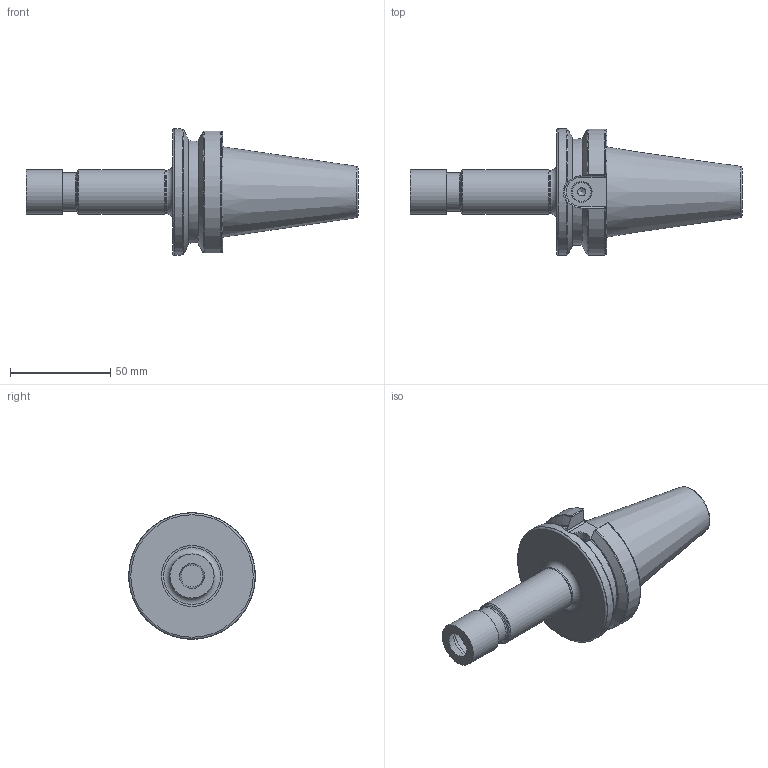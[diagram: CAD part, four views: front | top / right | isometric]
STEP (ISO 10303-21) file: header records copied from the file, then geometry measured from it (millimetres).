
FILE_DESCRIPTION(/* description */ (''),/* implementation_level */ '2;1');
FILE_NAME(/* name */ 'ABT40-ER-16-100-M.stp',/* time_stamp */ '2024-11-18T17:40:45+03:00',/* author */ (''),/* organization */ (''),/* preprocessor_version */ 'ST-DEVELOPER v19.4',/* originating_system */ 'SIEMENS PLM Software NX2306.9102',/* authorisation */ '');
FILE_SCHEMA (('AUTOMOTIVE_DESIGN { 1 0 10303 214 3 1 1 1 }'));
Length unit declared in the file: millimetre
Products named in the file (1): ABT40-ER-16-100-M-LIGHT
Bounding box: 165.4 x 62.99 x 63 mm (x, y, z)
Volume: 155697.8 mm3; surface area: 25294.4 mm2
Topology: 1 solids, 1 shells, 94 faces, 230 edges, 145 vertices
Faces by surface type: plane 27, cylinder 25, cone 21, torus 19, bspline 2
Full cylindrical faces by diameter (mm): 4 x1, 10 x1, 11 x1, 17.9 x1, 18 x1, 19 x1, 19.7 x1, 21.8 x1, 22 x2, 63 x1
Entity records: 2920 total; most frequent: CARTESIAN_POINT 912, DIRECTION 404, ORIENTED_EDGE 376, EDGE_CURVE 188, AXIS2_PLACEMENT_3D 175, VERTEX_POINT 137, EDGE_LOOP 134, ADVANCED_FACE 94
